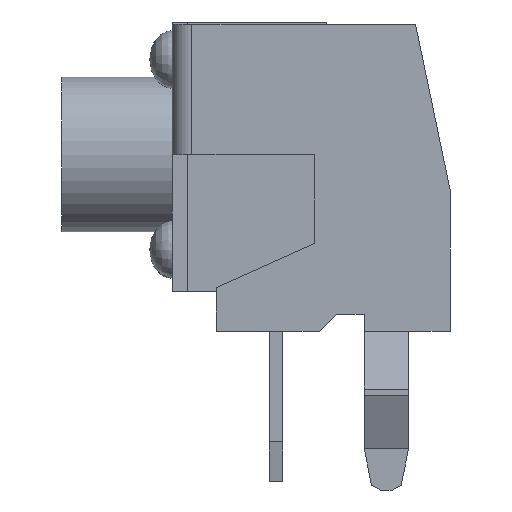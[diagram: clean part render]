
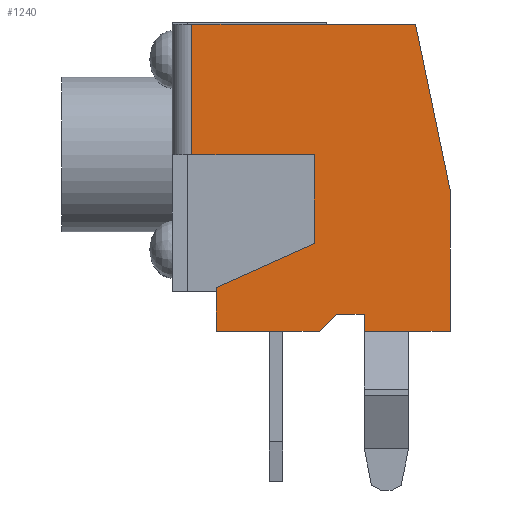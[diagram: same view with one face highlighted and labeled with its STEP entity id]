
A CAD part, left-side view. The second image highlights one B-rep face of the part: STEP entity #1240.
In plain terms, the highlighted planar face has unit normal (-1, 0, 0).
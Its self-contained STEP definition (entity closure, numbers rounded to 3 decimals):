
#503 = VERTEX_POINT('',#504);
#504 = CARTESIAN_POINT('',(-1.5,1.9,6.95));
#539 = VERTEX_POINT('',#540);
#540 = CARTESIAN_POINT('',(-1.5,-3.16,6.95));
#546 = EDGE_CURVE('',#503,#539,#547,.T.);
#547 = LINE('',#548,#549);
#548 = CARTESIAN_POINT('',(-1.5,2.35,6.95));
#549 = VECTOR('',#550,1.);
#550 = DIRECTION('',(0.,-1.,0.));
#587 = VERTEX_POINT('',#588);
#588 = CARTESIAN_POINT('',(-1.5,1.9,4.));
#595 = EDGE_CURVE('',#503,#587,#596,.T.);
#596 = LINE('',#597,#598);
#597 = CARTESIAN_POINT('',(-1.5,1.9,7.));
#598 = VECTOR('',#599,1.);
#599 = DIRECTION('',(0.,0.,-1.));
#609 = EDGE_CURVE('',#610,#587,#612,.T.);
#610 = VERTEX_POINT('',#611);
#611 = CARTESIAN_POINT('',(-1.5,-0.87,4.));
#612 = LINE('',#613,#614);
#613 = CARTESIAN_POINT('',(-1.5,-0.87,4.));
#614 = VECTOR('',#615,1.);
#615 = DIRECTION('',(0.,1.,0.));
#1240 = ADVANCED_FACE('',(#1241),#1332,.T.);
#1241 = FACE_BOUND('',#1242,.T.);
#1242 = EDGE_LOOP('',(#1243,#1244,#1245,#1246,#1254,#1262,#1270,#1278,
    #1286,#1294,#1302,#1310,#1318,#1326));
#1243 = ORIENTED_EDGE('',*,*,#546,.F.);
#1244 = ORIENTED_EDGE('',*,*,#595,.T.);
#1245 = ORIENTED_EDGE('',*,*,#609,.F.);
#1246 = ORIENTED_EDGE('',*,*,#1247,.F.);
#1247 = EDGE_CURVE('',#1248,#610,#1250,.T.);
#1248 = VERTEX_POINT('',#1249);
#1249 = CARTESIAN_POINT('',(-1.5,-0.87,1.99));
#1250 = LINE('',#1251,#1252);
#1251 = CARTESIAN_POINT('',(-1.5,-0.87,1.99));
#1252 = VECTOR('',#1253,1.);
#1253 = DIRECTION('',(0.,0.,1.));
#1254 = ORIENTED_EDGE('',*,*,#1255,.F.);
#1255 = EDGE_CURVE('',#1256,#1248,#1258,.T.);
#1256 = VERTEX_POINT('',#1257);
#1257 = CARTESIAN_POINT('',(-1.5,1.35,0.99));
#1258 = LINE('',#1259,#1260);
#1259 = CARTESIAN_POINT('',(-1.5,1.35,0.99));
#1260 = VECTOR('',#1261,1.);
#1261 = DIRECTION('',(0.,-0.912,0.411));
#1262 = ORIENTED_EDGE('',*,*,#1263,.F.);
#1263 = EDGE_CURVE('',#1264,#1256,#1266,.T.);
#1264 = VERTEX_POINT('',#1265);
#1265 = CARTESIAN_POINT('',(-1.5,1.35,0.));
#1266 = LINE('',#1267,#1268);
#1267 = CARTESIAN_POINT('',(-1.5,1.35,0.));
#1268 = VECTOR('',#1269,1.);
#1269 = DIRECTION('',(0.,0.,1.));
#1270 = ORIENTED_EDGE('',*,*,#1271,.F.);
#1271 = EDGE_CURVE('',#1272,#1264,#1274,.T.);
#1272 = VERTEX_POINT('',#1273);
#1273 = CARTESIAN_POINT('',(-1.5,-0.979,0.));
#1274 = LINE('',#1275,#1276);
#1275 = CARTESIAN_POINT('',(-1.5,-0.979,0.));
#1276 = VECTOR('',#1277,1.);
#1277 = DIRECTION('',(0.,1.,0.));
#1278 = ORIENTED_EDGE('',*,*,#1279,.F.);
#1279 = EDGE_CURVE('',#1280,#1272,#1282,.T.);
#1280 = VERTEX_POINT('',#1281);
#1281 = CARTESIAN_POINT('',(-1.5,-1.37,0.39));
#1282 = LINE('',#1283,#1284);
#1283 = CARTESIAN_POINT('',(-1.5,-1.37,0.39));
#1284 = VECTOR('',#1285,1.);
#1285 = DIRECTION('',(0.,0.708,-0.706));
#1286 = ORIENTED_EDGE('',*,*,#1287,.F.);
#1287 = EDGE_CURVE('',#1288,#1280,#1290,.T.);
#1288 = VERTEX_POINT('',#1289);
#1289 = CARTESIAN_POINT('',(-1.5,-2.,0.39));
#1290 = LINE('',#1291,#1292);
#1291 = CARTESIAN_POINT('',(-1.5,-2.,0.39));
#1292 = VECTOR('',#1293,1.);
#1293 = DIRECTION('',(0.,1.,0.));
#1294 = ORIENTED_EDGE('',*,*,#1295,.F.);
#1295 = EDGE_CURVE('',#1296,#1288,#1298,.T.);
#1296 = VERTEX_POINT('',#1297);
#1297 = CARTESIAN_POINT('',(-1.5,-2.,0.));
#1298 = LINE('',#1299,#1300);
#1299 = CARTESIAN_POINT('',(-1.5,-2.,0.));
#1300 = VECTOR('',#1301,1.);
#1301 = DIRECTION('',(0.,0.,1.));
#1302 = ORIENTED_EDGE('',*,*,#1303,.T.);
#1303 = EDGE_CURVE('',#1296,#1304,#1306,.T.);
#1304 = VERTEX_POINT('',#1305);
#1305 = CARTESIAN_POINT('',(-1.5,-3.,0.));
#1306 = LINE('',#1307,#1308);
#1307 = CARTESIAN_POINT('',(-1.5,1.9,0.));
#1308 = VECTOR('',#1309,1.);
#1309 = DIRECTION('',(0.,-1.,0.));
#1310 = ORIENTED_EDGE('',*,*,#1311,.T.);
#1311 = EDGE_CURVE('',#1304,#1312,#1314,.T.);
#1312 = VERTEX_POINT('',#1313);
#1313 = CARTESIAN_POINT('',(-1.5,-3.95,0.));
#1314 = LINE('',#1315,#1316);
#1315 = CARTESIAN_POINT('',(-1.5,1.9,0.));
#1316 = VECTOR('',#1317,1.);
#1317 = DIRECTION('',(0.,-1.,0.));
#1318 = ORIENTED_EDGE('',*,*,#1319,.F.);
#1319 = EDGE_CURVE('',#1320,#1312,#1322,.T.);
#1320 = VERTEX_POINT('',#1321);
#1321 = CARTESIAN_POINT('',(-1.5,-3.95,3.159));
#1322 = LINE('',#1323,#1324);
#1323 = CARTESIAN_POINT('',(-1.5,-3.95,7.));
#1324 = VECTOR('',#1325,1.);
#1325 = DIRECTION('',(0.,0.,-1.));
#1326 = ORIENTED_EDGE('',*,*,#1327,.F.);
#1327 = EDGE_CURVE('',#539,#1320,#1328,.T.);
#1328 = LINE('',#1329,#1330);
#1329 = CARTESIAN_POINT('',(-1.5,-3.16,6.95));
#1330 = VECTOR('',#1331,1.);
#1331 = DIRECTION('',(0.,-0.204,-0.979));
#1332 = PLANE('',#1333);
#1333 = AXIS2_PLACEMENT_3D('',#1334,#1335,#1336);
#1334 = CARTESIAN_POINT('',(-1.5,1.9,7.));
#1335 = DIRECTION('',(-1.,0.,0.));
#1336 = DIRECTION('',(0.,-1.,0.));
